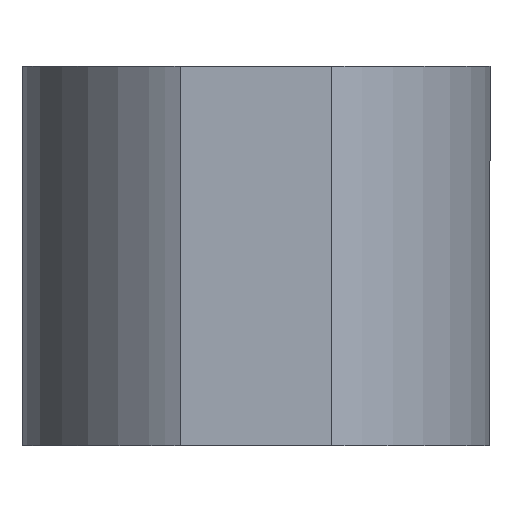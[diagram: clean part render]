
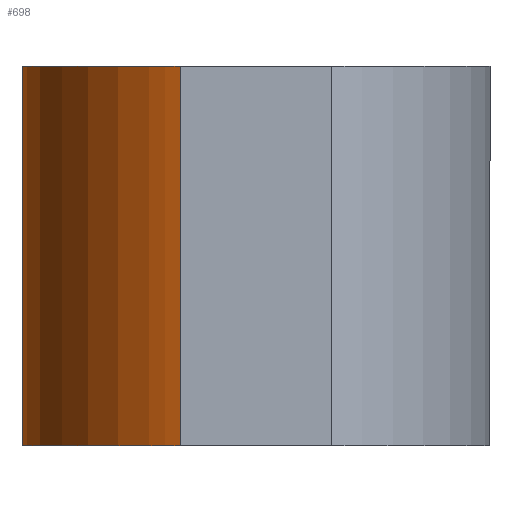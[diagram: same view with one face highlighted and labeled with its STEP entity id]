
A CAD part, left-side view. The second image highlights one B-rep face of the part: STEP entity #698.
In plain terms, the highlighted free-form (B-spline) face has degree [3, 1] with [4, 2] control points.
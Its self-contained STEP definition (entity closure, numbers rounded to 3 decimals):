
#1 = CARTESIAN_POINT ( 'NONE',  ( 31.178, 21.183, 0. ) ) ;
#4 =( BOUNDED_SURFACE ( )  B_SPLINE_SURFACE ( 3, 1, ( 
 ( #1, #8 ),
 ( #690, #170 ),
 ( #402, #348 ),
 ( #292, #704 ) ),
 .UNSPECIFIED., .F., .F., .T. ) 
 B_SPLINE_SURFACE_WITH_KNOTS ( ( 4, 4 ),
 ( 2, 2 ),
 ( 0., 1. ),
 ( 0., 1. ),
 .UNSPECIFIED. ) 
 GEOMETRIC_REPRESENTATION_ITEM ( )  RATIONAL_B_SPLINE_SURFACE ( (
 ( 1., 1.),
 ( 0.549, 0.549),
 ( 0.549, 0.549),
 ( 1., 1.) ) ) 
 REPRESENTATION_ITEM ( '' )  SURFACE ( )  );
#8 = CARTESIAN_POINT ( 'NONE',  ( 31.178, 21.183, 15. ) ) ;
#29 = CARTESIAN_POINT ( 'NONE',  ( 8.312, 21.183, 0. ) ) ;
#34 = VECTOR ( 'NONE', #611, 1000. ) ;
#73 = ORIENTED_EDGE ( 'NONE', *, *, #527, .T. ) ;
#78 = CARTESIAN_POINT ( 'NONE',  ( 31.178, 21.183, 0. ) ) ;
#81 = CARTESIAN_POINT ( 'NONE',  ( 26.682, 31.241, 0. ) ) ;
#85 = CARTESIAN_POINT ( 'NONE',  ( 8.312, 21.183, 15. ) ) ;
#91 = CARTESIAN_POINT ( 'NONE',  ( 31.178, 21.183, 0. ) ) ;
#94 = CARTESIAN_POINT ( 'NONE',  ( 26.682, 31.241, 15. ) ) ;
#100 = ORIENTED_EDGE ( 'NONE', *, *, #550, .F. ) ;
#114 =( BOUNDED_CURVE ( )  B_SPLINE_CURVE ( 3, ( #729, #94, #264, #85 ),
 .UNSPECIFIED., .F., .F. ) 
 B_SPLINE_CURVE_WITH_KNOTS ( ( 4, 4 ),
 ( 0.33, 2.812 ),
 .UNSPECIFIED. ) 
 CURVE ( )  GEOMETRIC_REPRESENTATION_ITEM ( )  RATIONAL_B_SPLINE_CURVE ( ( 1., 0.549, 0.549, 1. ) ) 
 REPRESENTATION_ITEM ( '' )  );
#123 = CARTESIAN_POINT ( 'NONE',  ( 31.178, 21.183, 15. ) ) ;
#170 = CARTESIAN_POINT ( 'NONE',  ( 26.682, 31.241, 15. ) ) ;
#217 =( BOUNDED_CURVE ( )  B_SPLINE_CURVE ( 3, ( #78, #81, #485, #29 ),
 .UNSPECIFIED., .F., .T. ) 
 B_SPLINE_CURVE_WITH_KNOTS ( ( 4, 4 ),
 ( 0.33, 2.812 ),
 .UNSPECIFIED. ) 
 CURVE ( )  GEOMETRIC_REPRESENTATION_ITEM ( )  RATIONAL_B_SPLINE_CURVE ( ( 1., 0.549, 0.549, 1. ) ) 
 REPRESENTATION_ITEM ( '' )  );
#259 = VERTEX_POINT ( 'NONE', #91 ) ;
#264 = CARTESIAN_POINT ( 'NONE',  ( 12.807, 31.241, 15. ) ) ;
#279 = DIRECTION ( 'NONE',  ( 0., 0., -1. ) ) ;
#292 = CARTESIAN_POINT ( 'NONE',  ( 8.312, 21.183, 0. ) ) ;
#299 = EDGE_CURVE ( 'NONE', #742, #459, #114, .T. ) ;
#338 = ORIENTED_EDGE ( 'NONE', *, *, #412, .F. ) ;
#348 = CARTESIAN_POINT ( 'NONE',  ( 12.807, 31.241, 15. ) ) ;
#373 = LINE ( 'NONE', #597, #34 ) ;
#399 = CARTESIAN_POINT ( 'NONE',  ( 8.312, 21.183, 0. ) ) ;
#402 = CARTESIAN_POINT ( 'NONE',  ( 12.807, 31.241, 0. ) ) ;
#408 = FACE_OUTER_BOUND ( 'NONE', #452, .T. ) ;
#412 = EDGE_CURVE ( 'NONE', #459, #569, #631, .T. ) ;
#425 = CARTESIAN_POINT ( 'NONE',  ( 8.312, 21.183, 0. ) ) ;
#452 = EDGE_LOOP ( 'NONE', ( #100, #73, #338, #498 ) ) ;
#459 = VERTEX_POINT ( 'NONE', #573 ) ;
#485 = CARTESIAN_POINT ( 'NONE',  ( 12.807, 31.241, 0. ) ) ;
#498 = ORIENTED_EDGE ( 'NONE', *, *, #299, .F. ) ;
#527 = EDGE_CURVE ( 'NONE', #259, #569, #217, .T. ) ;
#550 = EDGE_CURVE ( 'NONE', #259, #742, #373, .T. ) ;
#569 = VERTEX_POINT ( 'NONE', #425 ) ;
#573 = CARTESIAN_POINT ( 'NONE',  ( 8.312, 21.183, 15. ) ) ;
#578 = VECTOR ( 'NONE', #279, 1000. ) ;
#597 = CARTESIAN_POINT ( 'NONE',  ( 31.178, 21.183, 0. ) ) ;
#611 = DIRECTION ( 'NONE',  ( 0., 0., 1. ) ) ;
#631 = LINE ( 'NONE', #399, #578 ) ;
#690 = CARTESIAN_POINT ( 'NONE',  ( 26.682, 31.241, 0. ) ) ;
#698 = ADVANCED_FACE ( 'NONE', ( #408 ), #4, .T. ) ;
#704 = CARTESIAN_POINT ( 'NONE',  ( 8.312, 21.183, 15. ) ) ;
#729 = CARTESIAN_POINT ( 'NONE',  ( 31.178, 21.183, 15. ) ) ;
#742 = VERTEX_POINT ( 'NONE', #123 ) ;
